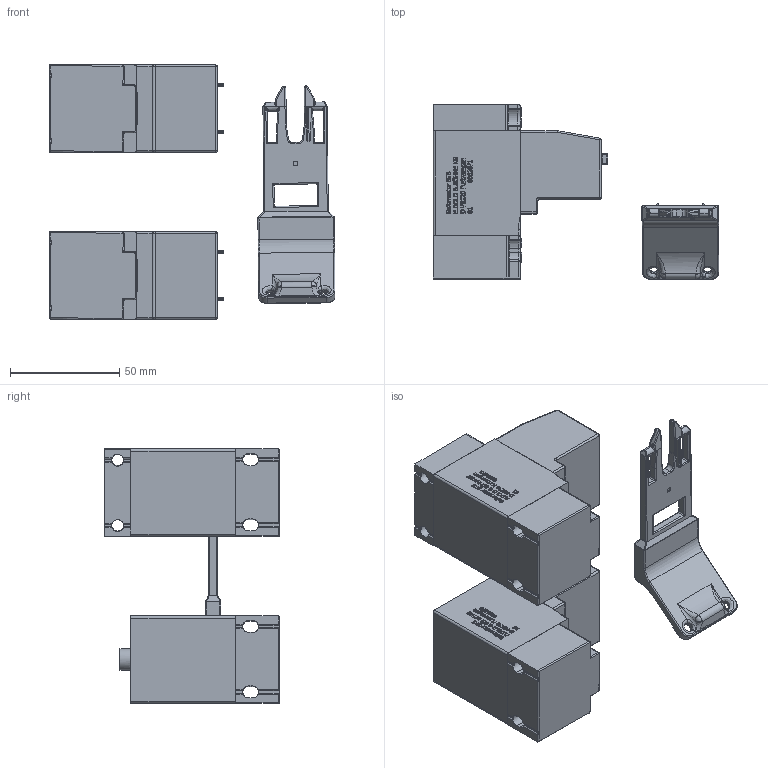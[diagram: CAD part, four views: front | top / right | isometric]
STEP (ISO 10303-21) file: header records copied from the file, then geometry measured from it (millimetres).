
FILE_DESCRIPTION (( 'STEP AP214' ), '1' );
FILE_NAME ('1001-KEYMODULE-SET.STEP', '2018-05-15T15:20:49', ( '' ), ( '' ), 'SwSTEP 2.0', 'SolidWorks 2017', '' );
FILE_SCHEMA (( 'AUTOMOTIVE_DESIGN' ));
Length unit declared in the file: inch
Products named in the file (6): ST2131_10_1; ST2323_STS-Schluessel_mit_Kodierung_NEU_1; 1001-KEYMODULE-SET; ST2130_01_1; ST2331_Endteil_M_1; ST2330_Bajonett_1
Assembly tree (6 placements, depth 2):
  1001-KEYMODULE-SET
    ST2130_01_1
    ST2131_10_1
    ST2323_STS-Schluessel_mit_Kodierung_NEU_1
    ST2330_Bajonett_1
    ST2331_Endteil_M_1  x2
Bounding box: 131.01 x 80.01 x 116.74 mm (x, y, z)
Volume: 328246 mm3; surface area: 66369.3 mm2
Topology: 11 solids, 12 shells, 3467 faces, 9008 edges, 5692 vertices
Faces by surface type: plane 1460, bspline 1382, cylinder 579, torus 39, sphere 5, cone 2
Full cylindrical faces by diameter (mm): 2 x2, 2.459 x2, 3.4 x1, 4 x5, 4.1 x1, 5.5 x2, 10 x7
Entity records: 146349 total; most frequent: CARTESIAN_POINT 48736, ORIENTED_EDGE 16638, DIRECTION 9981, EDGE_CURVE 8319, VERTEX_POINT 5334, VECTOR 4569, LINE 4569, EDGE_LOOP 3513
